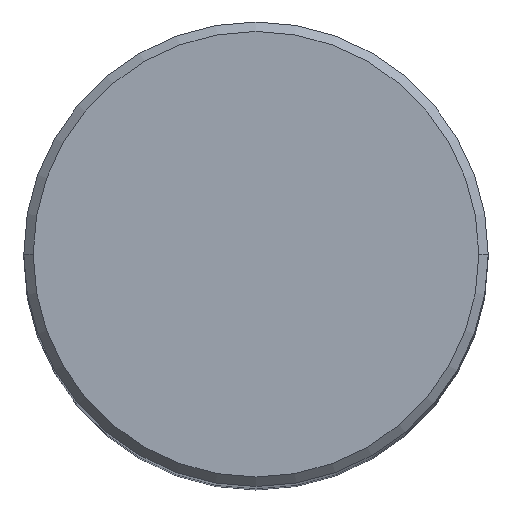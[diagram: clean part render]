
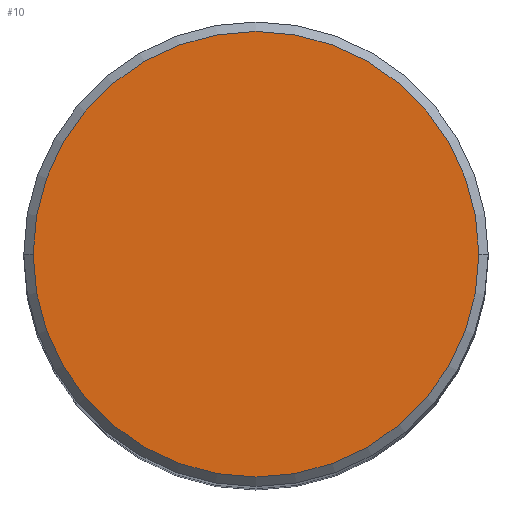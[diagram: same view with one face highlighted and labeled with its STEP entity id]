
A CAD part, top view. The second image highlights one B-rep face of the part: STEP entity #10.
In plain terms, the highlighted planar face has unit normal (0, 0, 1).
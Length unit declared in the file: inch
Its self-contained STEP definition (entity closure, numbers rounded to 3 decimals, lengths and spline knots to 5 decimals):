
#10 = ADVANCED_FACE ( 'NONE', ( #29 ), #66, .F. ) ;
#18 = AXIS2_PLACEMENT_3D ( 'NONE', #116, #315, #146 ) ;
#25 = VERTEX_POINT ( 'NONE', #311 ) ;
#29 = FACE_OUTER_BOUND ( 'NONE', #266, .T. ) ;
#55 = CIRCLE ( 'NONE', #18, 0.47215 ) ;
#65 = EDGE_CURVE ( 'NONE', #186, #25, #55, .T. ) ;
#66 = PLANE ( 'NONE',  #200 ) ;
#84 = ORIENTED_EDGE ( 'NONE', *, *, #169, .T. ) ;
#102 = ORIENTED_EDGE ( 'NONE', *, *, #65, .T. ) ;
#106 = AXIS2_PLACEMENT_3D ( 'NONE', #157, #137, #133 ) ;
#111 = DIRECTION ( 'NONE',  ( 0., 0., -1. ) ) ;
#116 = CARTESIAN_POINT ( 'NONE',  ( 0., 0., 0. ) ) ;
#133 = DIRECTION ( 'NONE',  ( 1., 0., 0. ) ) ;
#137 = DIRECTION ( 'NONE',  ( 0., 0., 1. ) ) ;
#146 = DIRECTION ( 'NONE',  ( 1., 0., 0. ) ) ;
#157 = CARTESIAN_POINT ( 'NONE',  ( 0., 0., 0. ) ) ;
#169 = EDGE_CURVE ( 'NONE', #25, #186, #358, .T. ) ;
#186 = VERTEX_POINT ( 'NONE', #330 ) ;
#200 = AXIS2_PLACEMENT_3D ( 'NONE', #366, #111, #222 ) ;
#222 = DIRECTION ( 'NONE',  ( -1., 0., 0. ) ) ;
#266 = EDGE_LOOP ( 'NONE', ( #102, #84 ) ) ;
#311 = CARTESIAN_POINT ( 'NONE',  ( 0.47215, 0., 0. ) ) ;
#315 = DIRECTION ( 'NONE',  ( 0., 0., 1. ) ) ;
#330 = CARTESIAN_POINT ( 'NONE',  ( -0.47215, 0., 0. ) ) ;
#358 = CIRCLE ( 'NONE', #106, 0.47215 ) ;
#366 = CARTESIAN_POINT ( 'NONE',  ( 0., 0.47215, 0. ) ) ;
